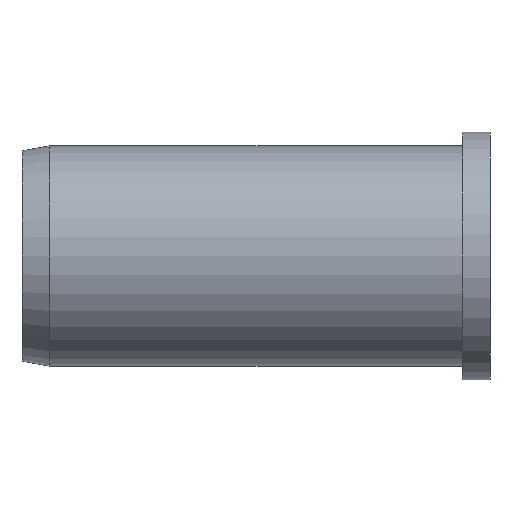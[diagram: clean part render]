
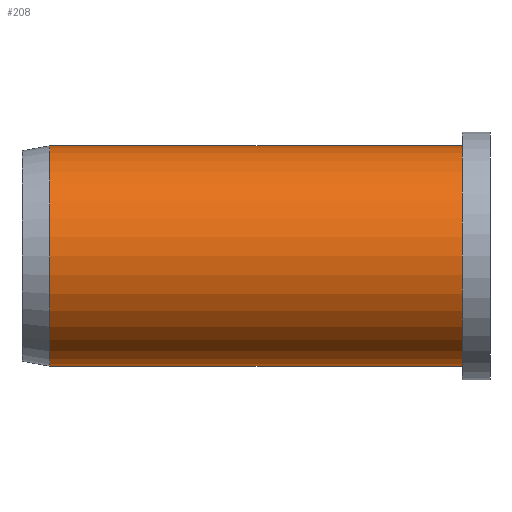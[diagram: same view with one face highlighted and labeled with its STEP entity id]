
A CAD part, left-side view. The second image highlights one B-rep face of the part: STEP entity #208.
In plain terms, the highlighted cylindrical face has radius 4 mm (diameter 8 mm), a partial arc.
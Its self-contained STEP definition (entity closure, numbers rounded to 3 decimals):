
#6 = AXIS2_PLACEMENT_3D ( 'NONE', #185, #182, #181 ) ;
#17 = EDGE_CURVE ( 'NONE', #312, #335, #266, .T. ) ;
#21 = AXIS2_PLACEMENT_3D ( 'NONE', #134, #120, #133 ) ;
#31 = AXIS2_PLACEMENT_3D ( 'NONE', #118, #125, #122 ) ;
#38 = EDGE_CURVE ( 'NONE', #337, #317, #258, .T. ) ;
#39 = EDGE_CURVE ( 'NONE', #335, #317, #260, .T. ) ;
#42 = EDGE_CURVE ( 'NONE', #312, #337, #257, .T. ) ;
#94 = CARTESIAN_POINT ( 'NONE',  ( 0., 16., 4. ) ) ;
#97 = CARTESIAN_POINT ( 'NONE',  ( 0., 1., 4. ) ) ;
#98 = CARTESIAN_POINT ( 'NONE',  ( 0., 1., -4. ) ) ;
#102 = CARTESIAN_POINT ( 'NONE',  ( 0., 16., -4. ) ) ;
#118 = CARTESIAN_POINT ( 'NONE',  ( 0., 1., 0. ) ) ;
#120 = DIRECTION ( 'NONE',  ( 0., -1., 0. ) ) ;
#122 = DIRECTION ( 'NONE',  ( 0., 0., 1. ) ) ;
#125 = DIRECTION ( 'NONE',  ( 0., 1., 0. ) ) ;
#133 = DIRECTION ( 'NONE',  ( 0., 0., 1. ) ) ;
#134 = CARTESIAN_POINT ( 'NONE',  ( 0., 1., 0. ) ) ;
#177 = DIRECTION ( 'NONE',  ( 0., 1., 0. ) ) ;
#181 = DIRECTION ( 'NONE',  ( 0., 0., -1. ) ) ;
#182 = DIRECTION ( 'NONE',  ( 0., -1., 0. ) ) ;
#185 = CARTESIAN_POINT ( 'NONE',  ( 0., 16., 0. ) ) ;
#187 = CARTESIAN_POINT ( 'NONE',  ( 0., 1., -4. ) ) ;
#189 = CARTESIAN_POINT ( 'NONE',  ( 0., 1., 4. ) ) ;
#195 = DIRECTION ( 'NONE',  ( 0., 1., 0. ) ) ;
#208 = ADVANCED_FACE ( 'NONE', ( #241 ), #238, .T. ) ;
#238 = CYLINDRICAL_SURFACE ( 'NONE', #31, 4. ) ;
#241 = FACE_OUTER_BOUND ( 'NONE', #333, .T. ) ;
#251 = VECTOR ( 'NONE', #177, 1000. ) ;
#255 = VECTOR ( 'NONE', #195, 1000. ) ;
#257 = LINE ( 'NONE', #189, #251 ) ;
#258 = CIRCLE ( 'NONE', #6, 4. ) ;
#260 = LINE ( 'NONE', #187, #255 ) ;
#266 = CIRCLE ( 'NONE', #21, 4. ) ;
#279 = ORIENTED_EDGE ( 'NONE', *, *, #42, .T. ) ;
#281 = ORIENTED_EDGE ( 'NONE', *, *, #17, .F. ) ;
#284 = ORIENTED_EDGE ( 'NONE', *, *, #38, .T. ) ;
#312 = VERTEX_POINT ( 'NONE', #97 ) ;
#317 = VERTEX_POINT ( 'NONE', #102 ) ;
#327 = ORIENTED_EDGE ( 'NONE', *, *, #39, .F. ) ;
#333 = EDGE_LOOP ( 'NONE', ( #327, #281, #279, #284 ) ) ;
#335 = VERTEX_POINT ( 'NONE', #98 ) ;
#337 = VERTEX_POINT ( 'NONE', #94 ) ;
